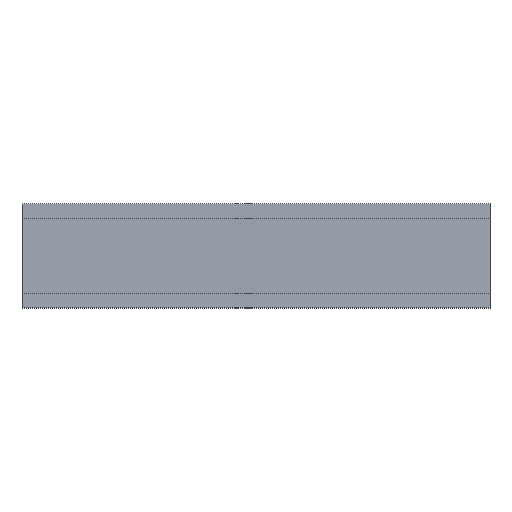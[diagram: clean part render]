
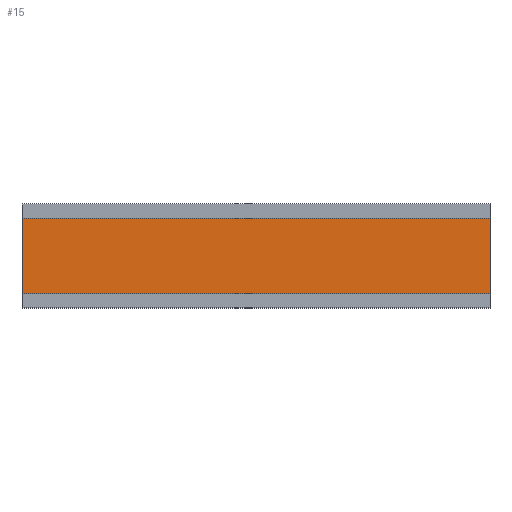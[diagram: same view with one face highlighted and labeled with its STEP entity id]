
A CAD part, top view. The second image highlights one B-rep face of the part: STEP entity #15.
In plain terms, the highlighted planar face has unit normal (0, 0, 1).
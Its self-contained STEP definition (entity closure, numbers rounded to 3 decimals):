
#15=ADVANCED_FACE('',(#25),#157,.T.);
#25=FACE_OUTER_BOUND('',#35,.T.);
#35=EDGE_LOOP('',(#48,#49,#50,#51));
#48=ORIENTED_EDGE('',*,*,#96,.T.);
#49=ORIENTED_EDGE('',*,*,#97,.T.);
#50=ORIENTED_EDGE('',*,*,#98,.F.);
#51=ORIENTED_EDGE('',*,*,#93,.F.);
#93=EDGE_CURVE('',#141,#142,#117,.T.);
#96=EDGE_CURVE('',#141,#144,#120,.T.);
#97=EDGE_CURVE('',#144,#145,#121,.T.);
#98=EDGE_CURVE('',#142,#145,#122,.T.);
#117=B_SPLINE_CURVE_WITH_KNOTS('',1,(#308,#309),.UNSPECIFIED.,.F.,.F.,(2,
2),(0.,495.),.UNSPECIFIED.);
#120=B_SPLINE_CURVE_WITH_KNOTS('',1,(#314,#315),.UNSPECIFIED.,.F.,.F.,(2,
2),(5.,85.),.UNSPECIFIED.);
#121=B_SPLINE_CURVE_WITH_KNOTS('',1,(#316,#317),.UNSPECIFIED.,.F.,.F.,(2,
2),(0.,495.),.UNSPECIFIED.);
#122=B_SPLINE_CURVE_WITH_KNOTS('',1,(#318,#319),.UNSPECIFIED.,.F.,.F.,(2,
2),(5.,85.),.UNSPECIFIED.);
#141=VERTEX_POINT('',#291);
#142=VERTEX_POINT('',#292);
#144=VERTEX_POINT('',#294);
#145=VERTEX_POINT('',#295);
#157=PLANE('',#255);
#255=AXIS2_PLACEMENT_3D('',#281,#268,$);
#268=DIRECTION('',(0.,0.,1.));
#281=CARTESIAN_POINT('',(226.448,-351.31,16.));
#291=CARTESIAN_POINT('',(226.448,-351.31,16.));
#292=CARTESIAN_POINT('',(-268.552,-351.31,16.));
#294=CARTESIAN_POINT('',(226.448,-271.31,16.));
#295=CARTESIAN_POINT('',(-268.552,-271.31,16.));
#308=CARTESIAN_POINT('',(226.448,-351.31,16.));
#309=CARTESIAN_POINT('',(-268.552,-351.31,16.));
#314=CARTESIAN_POINT('',(226.448,-351.31,16.));
#315=CARTESIAN_POINT('',(226.448,-271.31,16.));
#316=CARTESIAN_POINT('',(226.448,-271.31,16.));
#317=CARTESIAN_POINT('',(-268.552,-271.31,16.));
#318=CARTESIAN_POINT('',(-268.552,-351.31,16.));
#319=CARTESIAN_POINT('',(-268.552,-271.31,16.));
